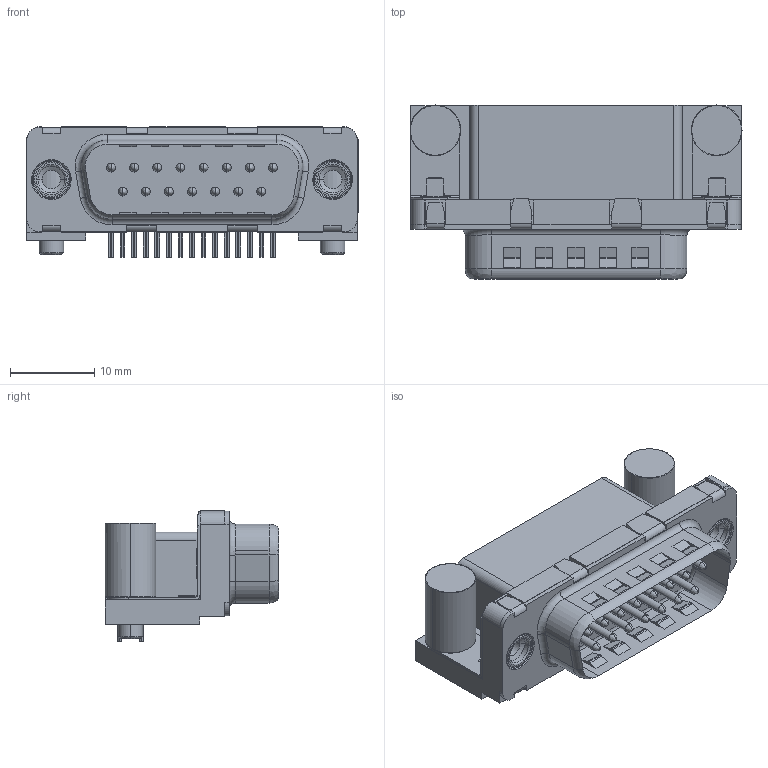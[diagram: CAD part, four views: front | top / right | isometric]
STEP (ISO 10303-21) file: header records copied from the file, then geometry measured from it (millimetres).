
FILE_DESCRIPTION(('STEP AP214'),'1');
FILE_NAME('d15p13a6rx12lf.stp','2018-10-01T04:48:23',('TraceParts'),('TraceParts S.A.'),'Spatial InterOp 3D',' ',' ');
FILE_SCHEMA(('automotive_design'));
Length unit declared in the file: millimetre
Products named in the file (1): d15p13a6rx12lf
Bounding box: 39.32 x 20.6 x 15.45 mm (x, y, z)
Volume: 4589 mm3; surface area: 5583.8 mm2
Topology: 1 solids, 1 shells, 1448 faces, 4018 edges, 2569 vertices
Faces by surface type: plane 877, cylinder 419, torus 102, bspline 34, cone 16
Entity records: 47117 total; most frequent: CARTESIAN_POINT 9372, ORIENTED_EDGE 7976, DIRECTION 7912, EDGE_CURVE 3988, LINE 2858, VECTOR 2858, VERTEX_POINT 2569, AXIS2_PLACEMENT_3D 2527
